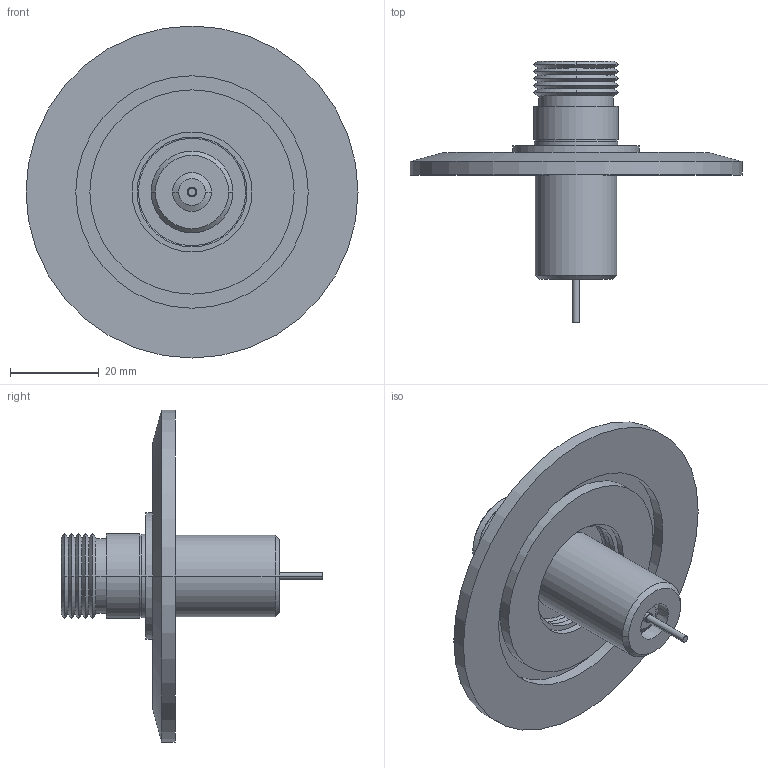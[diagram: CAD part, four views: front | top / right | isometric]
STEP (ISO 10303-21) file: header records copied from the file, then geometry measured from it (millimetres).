
FILE_DESCRIPTION (( 'STEP AP203' ), '1' );
FILE_NAME ('A2606-2-QF.STEP', '2013-06-12T12:15:54', ( '' ), ( '' ), 'SwSTEP 2.0', 'SolidWorks 2012', '' );
FILE_SCHEMA (( 'CONFIG_CONTROL_DESIGN' ));
Length unit declared in the file: inch
Products named in the file (1): A2606-2-QF
Bounding box: 74.93 x 59.11 x 74.93 mm (x, y, z)
Volume: 27867.7 mm3; surface area: 15797.8 mm2
Topology: 2 solids, 2 shells, 100 faces, 218 edges, 139 vertices
Faces by surface type: cylinder 36, cone 36, plane 22, bspline 6
Entity records: 3295 total; most frequent: CARTESIAN_POINT 922, DIRECTION 542, ORIENTED_EDGE 432, AXIS2_PLACEMENT_3D 235, EDGE_CURVE 216, CIRCLE 140, VERTEX_POINT 139, EDGE_LOOP 121
